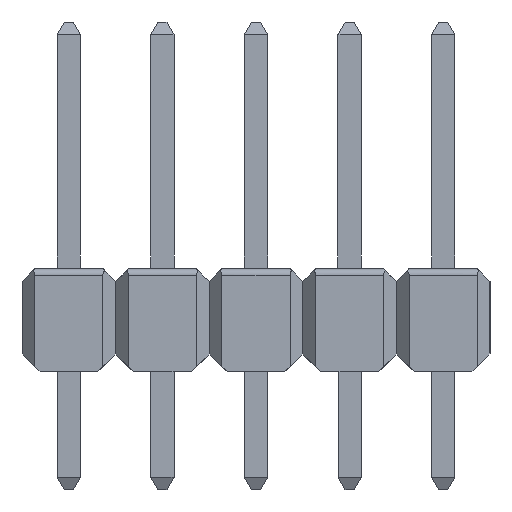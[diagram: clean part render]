
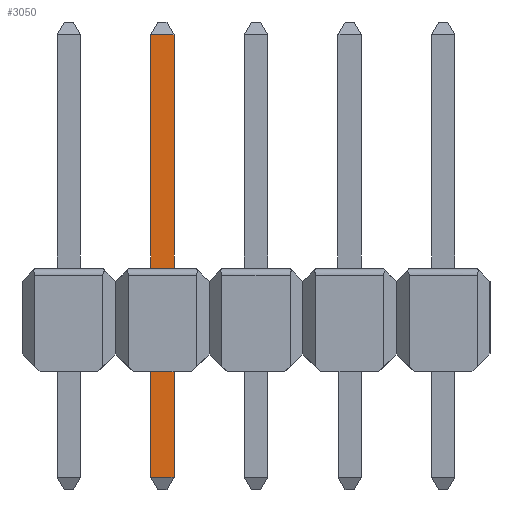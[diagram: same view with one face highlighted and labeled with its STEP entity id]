
A CAD part, front view. The second image highlights one B-rep face of the part: STEP entity #3050.
In plain terms, the highlighted planar face has unit normal (0, -1, 0).
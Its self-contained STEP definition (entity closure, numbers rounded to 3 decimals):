
#506 = LINE ( 'NONE', #11462, #7688 ) ;
#568 = CARTESIAN_POINT ( 'NONE',  ( 2.855, -2.855, 9.156 ) ) ;
#623 = PLANE ( 'NONE',  #12378 ) ;
#637 = DIRECTION ( 'NONE',  ( -1., 0., 0. ) ) ;
#1254 = VERTEX_POINT ( 'NONE', #568 ) ;
#1656 = DIRECTION ( 'NONE',  ( 0., 0., -1. ) ) ;
#2528 = DIRECTION ( 'NONE',  ( 0., 0., -1. ) ) ;
#2611 = VERTEX_POINT ( 'NONE', #7246 ) ;
#2698 = FACE_OUTER_BOUND ( 'NONE', #7097, .T. ) ;
#3050 = ADVANCED_FACE ( 'NONE', ( #2698 ), #623, .T. ) ;
#3086 = VERTEX_POINT ( 'NONE', #4605 ) ;
#3279 = LINE ( 'NONE', #3352, #9941 ) ;
#3352 = CARTESIAN_POINT ( 'NONE',  ( 1.561, -2.855, -2.86 ) ) ;
#3375 = EDGE_CURVE ( 'NONE', #5735, #3086, #3279, .T. ) ;
#3767 = CARTESIAN_POINT ( 'NONE',  ( 2.225, -2.855, -2.86 ) ) ;
#4383 = EDGE_CURVE ( 'NONE', #5735, #2611, #6069, .T. ) ;
#4605 = CARTESIAN_POINT ( 'NONE',  ( 2.855, -2.855, -2.86 ) ) ;
#4837 = ORIENTED_EDGE ( 'NONE', *, *, #5637, .F. ) ;
#4982 = CARTESIAN_POINT ( 'NONE',  ( 2.225, -2.855, 10.358 ) ) ;
#5372 = CARTESIAN_POINT ( 'NONE',  ( 1.561, -2.855, 9.156 ) ) ;
#5637 = EDGE_CURVE ( 'NONE', #1254, #3086, #506, .T. ) ;
#5735 = VERTEX_POINT ( 'NONE', #3767 ) ;
#5886 = DIRECTION ( 'NONE',  ( 0., 0., 1. ) ) ;
#6069 = LINE ( 'NONE', #4982, #12245 ) ;
#6179 = DIRECTION ( 'NONE',  ( 1., 0., 0. ) ) ;
#6930 = ORIENTED_EDGE ( 'NONE', *, *, #3375, .T. ) ;
#7097 = EDGE_LOOP ( 'NONE', ( #9096, #6930, #4837, #9613 ) ) ;
#7246 = CARTESIAN_POINT ( 'NONE',  ( 2.225, -2.855, 9.156 ) ) ;
#7688 = VECTOR ( 'NONE', #2528, 1000. ) ;
#9096 = ORIENTED_EDGE ( 'NONE', *, *, #4383, .F. ) ;
#9613 = ORIENTED_EDGE ( 'NONE', *, *, #11810, .T. ) ;
#9941 = VECTOR ( 'NONE', #6179, 1000. ) ;
#10585 = VECTOR ( 'NONE', #637, 1000. ) ;
#10588 = CARTESIAN_POINT ( 'NONE',  ( 1.561, -2.855, 10.358 ) ) ;
#11462 = CARTESIAN_POINT ( 'NONE',  ( 2.855, -2.855, -4.063 ) ) ;
#11810 = EDGE_CURVE ( 'NONE', #1254, #2611, #12521, .T. ) ;
#12245 = VECTOR ( 'NONE', #5886, 1000. ) ;
#12378 = AXIS2_PLACEMENT_3D ( 'NONE', #10588, #12627, #1656 ) ;
#12521 = LINE ( 'NONE', #5372, #10585 ) ;
#12627 = DIRECTION ( 'NONE',  ( 0., -1., 0. ) ) ;
